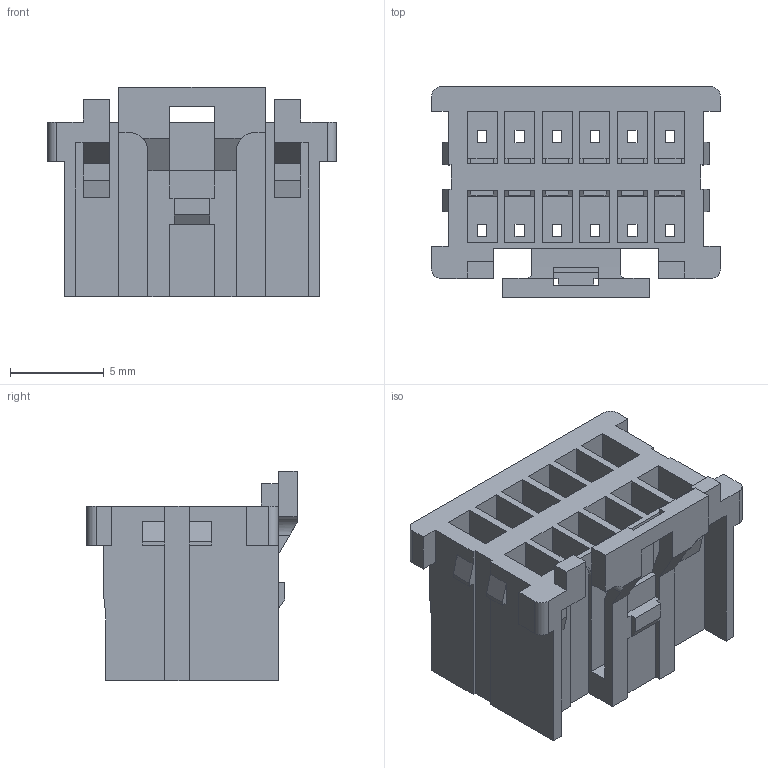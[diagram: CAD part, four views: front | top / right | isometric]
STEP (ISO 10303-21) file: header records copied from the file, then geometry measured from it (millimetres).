
FILE_DESCRIPTION( ( 'Unknown' ), '1' );
FILE_NAME( '624012213322.stp', 'Unknown', ( 'Unknown' ), ( 'Unknown' ), 'PSStep 14.0', 'Unknown', ' ' );
FILE_SCHEMA( ( 'AUTOMOTIVE_DESIGN { 1 0 10303 214 1 1 1 1 }' ) );
Length unit declared in the file: millimetre
Products named in the file (1): 1
Bounding box: 15.4 x 11.2 x 11.15 mm (x, y, z)
Volume: 519.5 mm3; surface area: 1964.9 mm2
Topology: 1 solids, 1 shells, 450 faces, 1257 edges, 796 vertices
Faces by surface type: plane 436, cylinder 14
Entity records: 17721 total; most frequent: ORIENTED_EDGE 2514, CARTESIAN_POINT 2504, DIRECTION 2191, EDGE_CURVE 1257, LINE 1225, VECTOR 1225, VERTEX_POINT 796, EDGE_LOOP 487
